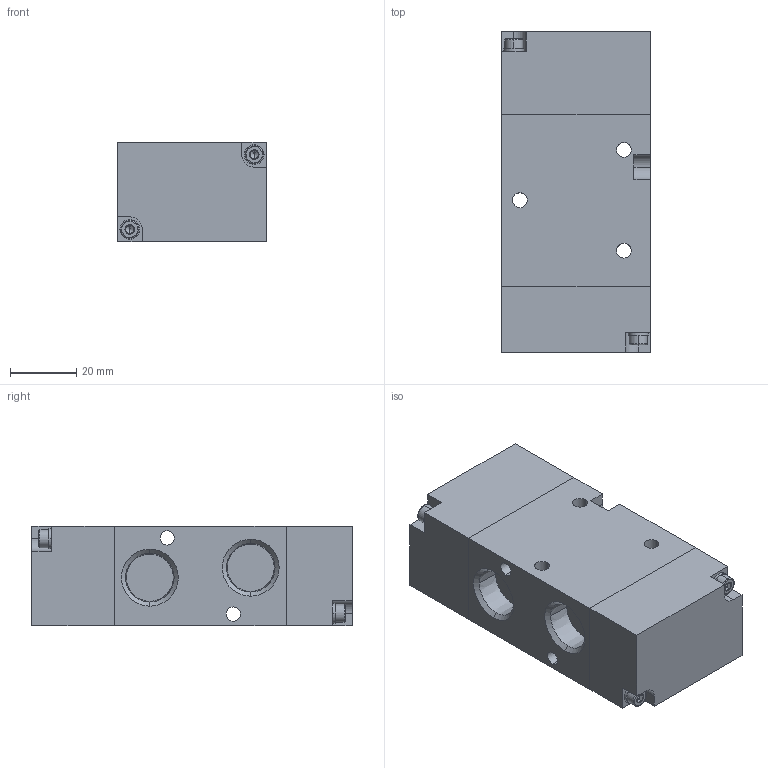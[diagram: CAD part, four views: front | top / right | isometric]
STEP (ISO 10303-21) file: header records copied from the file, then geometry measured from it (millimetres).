
FILE_DESCRIPTION (( 'STEP AP203' ), '1' );
FILE_NAME ('7040010400U.step', '2024-02-07T21:38:11', ( '' ), ( '' ), 'SwSTEP 2.0', 'SolidWorks 2023', '' );
FILE_SCHEMA (( 'CONFIG_CONTROL_DESIGN' ));
Length unit declared in the file: inch
Products named in the file (1): 7040010400U
Bounding box: 45 x 96.9 x 30 mm (x, y, z)
Volume: 122543.2 mm3; surface area: 27223.6 mm2
Topology: 11 solids, 11 shells, 229 faces, 513 edges, 310 vertices
Faces by surface type: plane 108, cylinder 51, cone 46, bspline 24
Entity records: 6976 total; most frequent: CARTESIAN_POINT 1845, DIRECTION 1083, ORIENTED_EDGE 1010, EDGE_CURVE 505, AXIS2_PLACEMENT_3D 412, VERTEX_POINT 310, LINE 259, EDGE_LOOP 259
